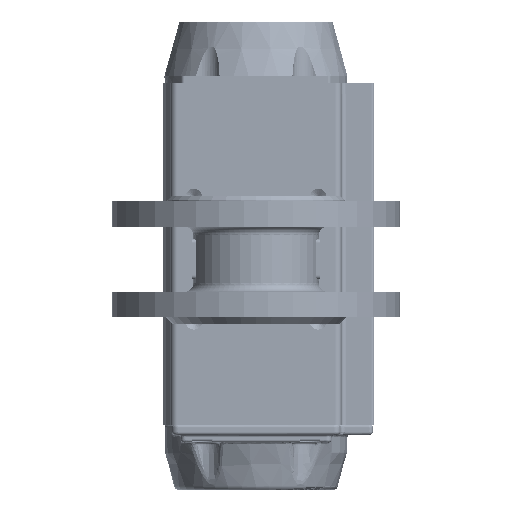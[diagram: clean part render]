
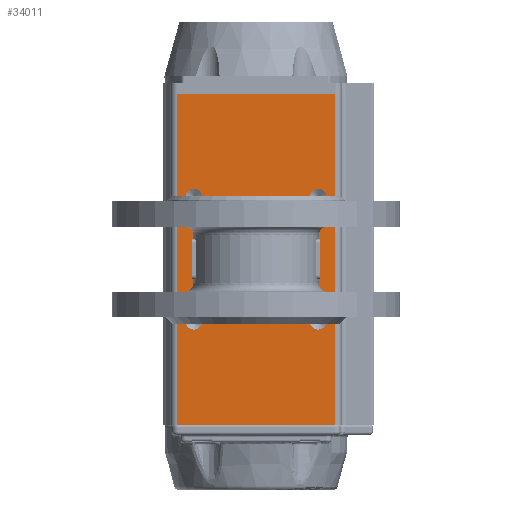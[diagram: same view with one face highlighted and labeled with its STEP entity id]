
A CAD part, front view. The second image highlights one B-rep face of the part: STEP entity #34011.
In plain terms, the highlighted planar face has unit normal (0, -1, 0).
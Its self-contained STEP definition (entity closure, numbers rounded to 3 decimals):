
#2420=CIRCLE('',#37263,14.635);
#2445=CIRCLE('',#37301,3.324);
#2447=CIRCLE('',#37304,3.324);
#2449=CIRCLE('',#37307,3.324);
#2451=CIRCLE('',#37310,3.324);
#2453=CIRCLE('',#37313,2.459);
#2455=CIRCLE('',#37316,2.459);
#2457=CIRCLE('',#37319,2.459);
#2459=CIRCLE('',#37322,2.459);
#13910=ORIENTED_EDGE('',*,*,#18887,.F.);
#13911=ORIENTED_EDGE('',*,*,#18917,.T.);
#13912=ORIENTED_EDGE('',*,*,#18890,.T.);
#13913=ORIENTED_EDGE('',*,*,#18915,.F.);
#13914=ORIENTED_EDGE('',*,*,#18783,.T.);
#13915=ORIENTED_EDGE('',*,*,#18808,.T.);
#13916=ORIENTED_EDGE('',*,*,#18810,.T.);
#13917=ORIENTED_EDGE('',*,*,#18812,.T.);
#13918=ORIENTED_EDGE('',*,*,#18814,.T.);
#13919=ORIENTED_EDGE('',*,*,#18816,.T.);
#13920=ORIENTED_EDGE('',*,*,#18818,.T.);
#13921=ORIENTED_EDGE('',*,*,#18820,.T.);
#13922=ORIENTED_EDGE('',*,*,#18822,.T.);
#18783=EDGE_CURVE('',#22062,#22062,#2420,.T.);
#18808=EDGE_CURVE('',#22087,#22087,#2445,.T.);
#18810=EDGE_CURVE('',#22089,#22089,#2447,.T.);
#18812=EDGE_CURVE('',#22091,#22091,#2449,.T.);
#18814=EDGE_CURVE('',#22093,#22093,#2451,.T.);
#18816=EDGE_CURVE('',#22095,#22095,#2453,.T.);
#18818=EDGE_CURVE('',#22097,#22097,#2455,.T.);
#18820=EDGE_CURVE('',#22099,#22099,#2457,.T.);
#18822=EDGE_CURVE('',#22101,#22101,#2459,.T.);
#18887=EDGE_CURVE('',#22179,#22154,#24133,.T.);
#18890=EDGE_CURVE('',#22183,#22182,#24135,.T.);
#18915=EDGE_CURVE('',#22154,#22182,#24147,.T.);
#18917=EDGE_CURVE('',#22179,#22183,#24148,.T.);
#22062=VERTEX_POINT('',#104264);
#22087=VERTEX_POINT('',#104327);
#22089=VERTEX_POINT('',#104332);
#22091=VERTEX_POINT('',#104337);
#22093=VERTEX_POINT('',#104342);
#22095=VERTEX_POINT('',#104347);
#22097=VERTEX_POINT('',#104352);
#22099=VERTEX_POINT('',#104357);
#22101=VERTEX_POINT('',#104362);
#22154=VERTEX_POINT('',#104499);
#22179=VERTEX_POINT('',#104549);
#22182=VERTEX_POINT('',#104556);
#22183=VERTEX_POINT('',#104558);
#24133=LINE('',#104550,#26089);
#24135=LINE('',#104557,#26091);
#24147=LINE('',#104609,#26103);
#24148=LINE('',#104615,#26104);
#26089=VECTOR('',#45464,1000.);
#26091=VECTOR('',#45470,1000.);
#26103=VECTOR('',#45516,1000.);
#26104=VECTOR('',#45519,1000.);
#28612=EDGE_LOOP('',(#13910,#13911,#13912,#13913));
#28613=EDGE_LOOP('',(#13914));
#28614=EDGE_LOOP('',(#13915));
#28615=EDGE_LOOP('',(#13916));
#28616=EDGE_LOOP('',(#13917));
#28617=EDGE_LOOP('',(#13918));
#28618=EDGE_LOOP('',(#13919));
#28619=EDGE_LOOP('',(#13920));
#28620=EDGE_LOOP('',(#13921));
#28621=EDGE_LOOP('',(#13922));
#31188=FACE_BOUND('',#28612,.T.);
#31189=FACE_BOUND('',#28613,.T.);
#31190=FACE_BOUND('',#28614,.T.);
#31191=FACE_BOUND('',#28615,.T.);
#31192=FACE_BOUND('',#28616,.T.);
#31193=FACE_BOUND('',#28617,.T.);
#31194=FACE_BOUND('',#28618,.T.);
#31195=FACE_BOUND('',#28619,.T.);
#31196=FACE_BOUND('',#28620,.T.);
#31197=FACE_BOUND('',#28621,.T.);
#31968=PLANE('',#37434);
#34011=ADVANCED_FACE('',(#31188,#31189,#31190,#31191,#31192,#31193,#31194,
#31195,#31196,#31197),#31968,.T.);
#37263=AXIS2_PLACEMENT_3D('',#104263,#45147,#45148);
#37301=AXIS2_PLACEMENT_3D('',#104326,#45223,#45224);
#37304=AXIS2_PLACEMENT_3D('',#104331,#45229,#45230);
#37307=AXIS2_PLACEMENT_3D('',#104336,#45235,#45236);
#37310=AXIS2_PLACEMENT_3D('',#104341,#45241,#45242);
#37313=AXIS2_PLACEMENT_3D('',#104346,#45247,#45248);
#37316=AXIS2_PLACEMENT_3D('',#104351,#45253,#45254);
#37319=AXIS2_PLACEMENT_3D('',#104356,#45259,#45260);
#37322=AXIS2_PLACEMENT_3D('',#104361,#45265,#45266);
#37434=AXIS2_PLACEMENT_3D('',#104614,#45517,#45518);
#45147=DIRECTION('',(0.,1.,0.));
#45148=DIRECTION('',(1.,0.,0.));
#45223=DIRECTION('',(0.,1.,0.));
#45224=DIRECTION('',(1.,0.,0.));
#45229=DIRECTION('',(0.,1.,0.));
#45230=DIRECTION('',(1.,0.,0.));
#45235=DIRECTION('',(0.,1.,0.));
#45236=DIRECTION('',(1.,0.,0.));
#45241=DIRECTION('',(0.,1.,0.));
#45242=DIRECTION('',(1.,0.,0.));
#45247=DIRECTION('',(0.,1.,0.));
#45248=DIRECTION('',(1.,0.,0.));
#45253=DIRECTION('',(0.,1.,0.));
#45254=DIRECTION('',(1.,0.,0.));
#45259=DIRECTION('',(0.,1.,0.));
#45260=DIRECTION('',(1.,0.,0.));
#45265=DIRECTION('',(0.,1.,0.));
#45266=DIRECTION('',(1.,0.,0.));
#45464=DIRECTION('',(1.,0.,0.));
#45470=DIRECTION('',(1.,0.,0.));
#45516=DIRECTION('',(0.,0.,-1.));
#45517=DIRECTION('',(0.,-1.,0.));
#45518=DIRECTION('',(-1.,0.,0.));
#45519=DIRECTION('',(0.,0.,-1.));
#104263=CARTESIAN_POINT('',(0.,-44.471,66.));
#104264=CARTESIAN_POINT('',(14.635,-44.471,66.));
#104326=CARTESIAN_POINT('',(-24.749,-44.471,41.251));
#104327=CARTESIAN_POINT('',(-21.425,-44.471,41.251));
#104331=CARTESIAN_POINT('',(24.749,-44.471,41.251));
#104332=CARTESIAN_POINT('',(28.072,-44.471,41.251));
#104336=CARTESIAN_POINT('',(24.749,-44.471,90.749));
#104337=CARTESIAN_POINT('',(28.072,-44.471,90.749));
#104341=CARTESIAN_POINT('',(-24.749,-44.471,90.749));
#104342=CARTESIAN_POINT('',(-21.425,-44.471,90.749));
#104346=CARTESIAN_POINT('',(-17.678,-44.471,83.678));
#104347=CARTESIAN_POINT('',(-15.219,-44.471,83.678));
#104351=CARTESIAN_POINT('',(-17.678,-44.471,48.322));
#104352=CARTESIAN_POINT('',(-15.219,-44.471,48.322));
#104356=CARTESIAN_POINT('',(17.678,-44.471,48.322));
#104357=CARTESIAN_POINT('',(20.136,-44.471,48.322));
#104361=CARTESIAN_POINT('',(17.678,-44.471,83.678));
#104362=CARTESIAN_POINT('',(20.136,-44.471,83.678));
#104499=CARTESIAN_POINT('',(31.5,-44.471,132.));
#104549=CARTESIAN_POINT('',(-31.5,-44.471,132.));
#104550=CARTESIAN_POINT('',(5.25,-44.471,132.));
#104556=CARTESIAN_POINT('',(31.5,-44.471,0.));
#104557=CARTESIAN_POINT('',(5.25,-44.471,0.));
#104558=CARTESIAN_POINT('',(-31.5,-44.471,0.));
#104609=CARTESIAN_POINT('',(31.5,-44.471,0.));
#104614=CARTESIAN_POINT('',(-31.5,-44.471,0.));
#104615=CARTESIAN_POINT('',(-31.5,-44.471,0.));
